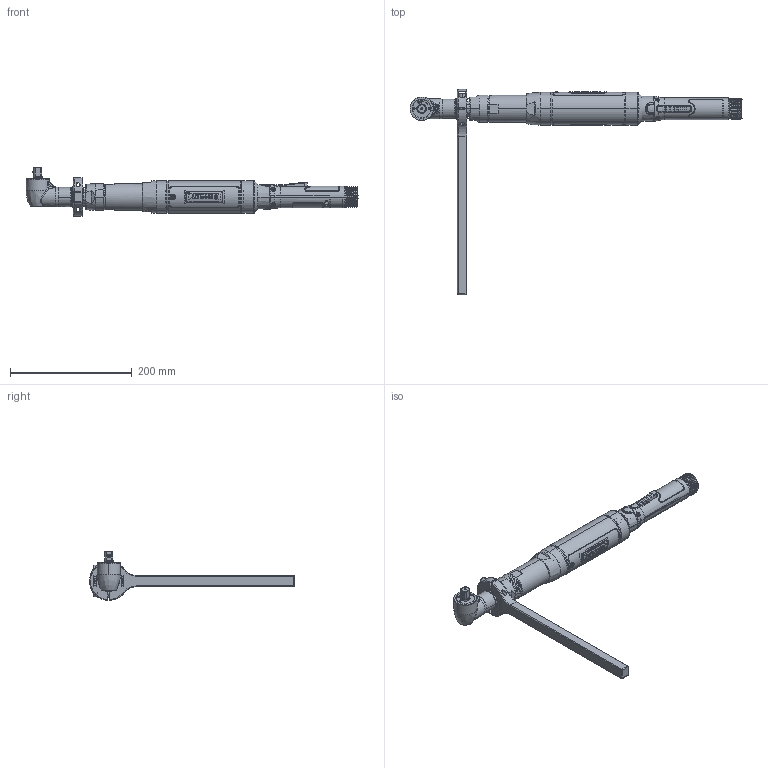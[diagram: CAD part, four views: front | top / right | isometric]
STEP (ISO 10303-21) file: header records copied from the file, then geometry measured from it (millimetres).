
FILE_DESCRIPTION((''),'2;1');
FILE_NAME('SR_SW0001','2012-01-31T',('MAM0508'),(''),'PRO/ENGINEER BY PARAMETRIC TECHNOLOGY CORPORATION, 2010430','PRO/ENGINEER BY PARAMETRIC TECHNOLOGY CORPORATION, 2010430','');
FILE_SCHEMA(('CONFIG_CONTROL_DESIGN'));
Length unit declared in the file: inch
Products named in the file (1): SR_SW0001
Bounding box: 544.51 x 336.55 x 79.94 mm (x, y, z)
Surface area: 182092 mm2 (no closed solid volume)
Topology: 0 solids, 245 shells, 811 faces, 4446 edges, 3798 vertices
Faces by surface type: cylinder 299, plane 190, bspline 167, cone 85, torus 51, extrusion 17, sphere 2
Entity records: 70953 total; most frequent: CARTESIAN_POINT 41173, ORIENTED_EDGE 5442, DIRECTION 4899, EDGE_CURVE 4444, VERTEX_POINT 3798, B_SPLINE_CURVE_WITH_KNOTS 1826, VECTOR 1659, LINE 1642
